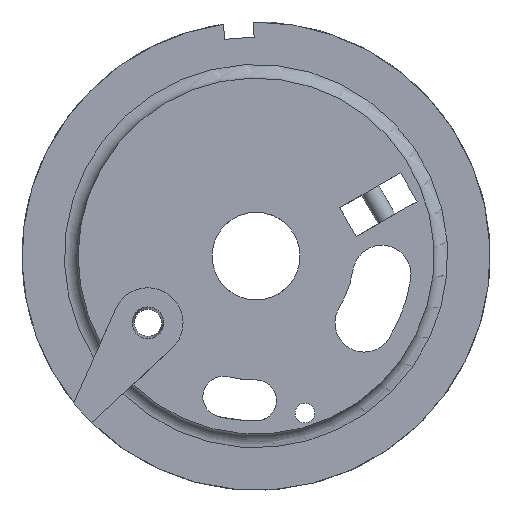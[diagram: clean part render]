
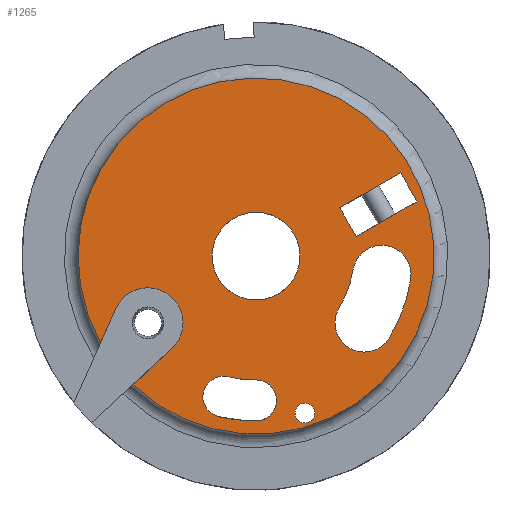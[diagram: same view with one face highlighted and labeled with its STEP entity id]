
A CAD part, front view. The second image highlights one B-rep face of the part: STEP entity #1265.
In plain terms, the highlighted planar face has unit normal (0, -1, 0).
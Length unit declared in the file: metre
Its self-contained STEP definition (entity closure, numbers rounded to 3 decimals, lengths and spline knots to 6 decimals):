
#93=LINE('',#2200,#174);
#98=LINE('',#2208,#179);
#104=LINE('',#2216,#185);
#105=LINE('',#2218,#186);
#124=LINE('',#2333,#205);
#127=LINE('',#2341,#208);
#174=VECTOR('',#1597,1.);
#179=VECTOR('',#1604,1.);
#185=VECTOR('',#1612,1.);
#186=VECTOR('',#1615,1.);
#205=VECTOR('',#1708,1.);
#208=VECTOR('',#1717,1.);
#245=PLANE('',#1401);
#553=ORIENTED_EDGE('',*,*,#845,.F.);
#554=ORIENTED_EDGE('',*,*,#843,.F.);
#555=ORIENTED_EDGE('',*,*,#841,.F.);
#556=ORIENTED_EDGE('',*,*,#849,.T.);
#557=ORIENTED_EDGE('',*,*,#756,.F.);
#558=ORIENTED_EDGE('',*,*,#850,.F.);
#559=ORIENTED_EDGE('',*,*,#833,.F.);
#560=ORIENTED_EDGE('',*,*,#831,.F.);
#561=ORIENTED_EDGE('',*,*,#829,.F.);
#562=ORIENTED_EDGE('',*,*,#815,.F.);
#563=ORIENTED_EDGE('',*,*,#691,.F.);
#564=ORIENTED_EDGE('',*,*,#687,.F.);
#565=ORIENTED_EDGE('',*,*,#684,.F.);
#566=ORIENTED_EDGE('',*,*,#851,.T.);
#567=ORIENTED_EDGE('',*,*,#799,.T.);
#568=ORIENTED_EDGE('',*,*,#787,.T.);
#569=ORIENTED_EDGE('',*,*,#792,.T.);
#570=ORIENTED_EDGE('',*,*,#798,.T.);
#684=EDGE_CURVE('',#875,#876,#992,.T.);
#687=EDGE_CURVE('',#876,#878,#993,.T.);
#691=EDGE_CURVE('',#878,#881,#994,.T.);
#756=EDGE_CURVE('',#937,#937,#1015,.T.);
#787=EDGE_CURVE('',#960,#959,#93,.T.);
#792=EDGE_CURVE('',#959,#961,#98,.T.);
#798=EDGE_CURVE('',#961,#962,#104,.T.);
#799=EDGE_CURVE('',#962,#960,#105,.T.);
#815=EDGE_CURVE('',#881,#875,#1025,.T.);
#829=EDGE_CURVE('',#972,#971,#1033,.T.);
#831=EDGE_CURVE('',#971,#973,#1034,.T.);
#833=EDGE_CURVE('',#973,#974,#1035,.T.);
#841=EDGE_CURVE('',#980,#981,#124,.T.);
#843=EDGE_CURVE('',#981,#982,#1038,.T.);
#845=EDGE_CURVE('',#982,#983,#127,.T.);
#849=EDGE_CURVE('',#980,#983,#1039,.T.);
#850=EDGE_CURVE('',#974,#972,#1040,.T.);
#851=EDGE_CURVE('',#986,#986,#1041,.T.);
#875=VERTEX_POINT('',#1867);
#876=VERTEX_POINT('',#1869);
#878=VERTEX_POINT('',#1882);
#881=VERTEX_POINT('',#1896);
#937=VERTEX_POINT('',#2101);
#959=VERTEX_POINT('',#2199);
#960=VERTEX_POINT('',#2201);
#961=VERTEX_POINT('',#2207);
#962=VERTEX_POINT('',#2215);
#971=VERTEX_POINT('',#2302);
#972=VERTEX_POINT('',#2304);
#973=VERTEX_POINT('',#2308);
#974=VERTEX_POINT('',#2312);
#980=VERTEX_POINT('',#2332);
#981=VERTEX_POINT('',#2334);
#982=VERTEX_POINT('',#2338);
#983=VERTEX_POINT('',#2342);
#986=VERTEX_POINT('',#2356);
#992=CIRCLE('',#1301,0.0169);
#993=CIRCLE('',#1303,0.0021);
#994=CIRCLE('',#1305,0.0127);
#1015=CIRCLE('',#1338,0.0045);
#1025=CIRCLE('',#1376,0.0021);
#1033=CIRCLE('',#1389,0.016027);
#1034=CIRCLE('',#1391,0.003);
#1035=CIRCLE('',#1393,0.010027);
#1038=CIRCLE('',#1399,0.0036);
#1039=CIRCLE('',#1402,0.01825);
#1040=CIRCLE('',#1403,0.003);
#1041=CIRCLE('',#1404,0.001);
#1101=EDGE_LOOP('',(#553,#554,#555,#556));
#1102=EDGE_LOOP('',(#557));
#1103=EDGE_LOOP('',(#558,#559,#560,#561));
#1104=EDGE_LOOP('',(#562,#563,#564,#565));
#1105=EDGE_LOOP('',(#566));
#1106=EDGE_LOOP('',(#567,#568,#569,#570));
#1185=FACE_BOUND('',#1101,.T.);
#1186=FACE_BOUND('',#1102,.T.);
#1187=FACE_BOUND('',#1103,.T.);
#1188=FACE_BOUND('',#1104,.T.);
#1189=FACE_BOUND('',#1105,.T.);
#1190=FACE_BOUND('',#1106,.T.);
#1265=ADVANCED_FACE('',(#1185,#1186,#1187,#1188,#1189,#1190),#245,.T.);
#1301=AXIS2_PLACEMENT_3D('',#1868,#1445,#1446);
#1303=AXIS2_PLACEMENT_3D('',#1881,#1450,#1451);
#1305=AXIS2_PLACEMENT_3D('',#1895,#1456,#1457);
#1338=AXIS2_PLACEMENT_3D('',#2100,#1538,#1539);
#1376=AXIS2_PLACEMENT_3D('',#2280,#1652,#1653);
#1389=AXIS2_PLACEMENT_3D('',#2305,#1684,#1685);
#1391=AXIS2_PLACEMENT_3D('',#2309,#1689,#1690);
#1393=AXIS2_PLACEMENT_3D('',#2313,#1694,#1695);
#1399=AXIS2_PLACEMENT_3D('',#2337,#1712,#1713);
#1401=AXIS2_PLACEMENT_3D('',#2352,#1720,#1721);
#1402=AXIS2_PLACEMENT_3D('',#2353,#1722,#1723);
#1403=AXIS2_PLACEMENT_3D('',#2354,#1724,#1725);
#1404=AXIS2_PLACEMENT_3D('',#2355,#1726,#1727);
#1445=DIRECTION('',(0.,-1.,0.));
#1446=DIRECTION('',(0.,0.,-1.));
#1450=DIRECTION('',(0.,-1.,0.));
#1451=DIRECTION('',(0.,0.,-1.));
#1456=DIRECTION('',(0.,1.,0.));
#1457=DIRECTION('',(0.,0.,-1.));
#1538=DIRECTION('',(0.,-1.,0.));
#1539=DIRECTION('',(0.,0.,-1.));
#1597=DIRECTION('',(-0.866,0.,-0.5));
#1604=DIRECTION('',(-0.5,0.,0.866));
#1612=DIRECTION('',(0.866,0.,0.5));
#1615=DIRECTION('',(0.5,0.,-0.866));
#1652=DIRECTION('',(0.,-1.,0.));
#1653=DIRECTION('',(0.,0.,-1.));
#1684=DIRECTION('',(0.,-1.,0.));
#1685=DIRECTION('',(0.,0.,-1.));
#1689=DIRECTION('',(0.,-1.,0.));
#1690=DIRECTION('',(0.,0.,-1.));
#1694=DIRECTION('',(0.,1.,0.));
#1695=DIRECTION('',(0.,0.,-1.));
#1708=DIRECTION('',(0.732,0.,0.681));
#1712=DIRECTION('',(0.,-1.,0.));
#1713=DIRECTION('',(0.,0.,-1.));
#1717=DIRECTION('',(-0.407,0.,-0.913));
#1720=DIRECTION('',(0.,-1.,0.));
#1721=DIRECTION('',(0.,0.,-1.));
#1722=DIRECTION('',(0.,-1.,0.));
#1723=DIRECTION('',(0.,0.,-1.));
#1724=DIRECTION('',(0.,-1.,0.));
#1725=DIRECTION('',(0.,0.,-1.));
#1726=DIRECTION('',(0.,1.,0.));
#1727=DIRECTION('',(0.,0.,1.));
#1867=CARTESIAN_POINT('',(-0.003832,-0.0027,-0.01646));
#1868=CARTESIAN_POINT('',(0.,-0.0027,0.));
#1869=CARTESIAN_POINT('',(0.,-0.0027,-0.0169));
#1881=CARTESIAN_POINT('',(0.,-0.0027,-0.0148));
#1882=CARTESIAN_POINT('',(0.,-0.0027,-0.0127));
#1895=CARTESIAN_POINT('',(0.,-0.0027,0.));
#1896=CARTESIAN_POINT('',(-0.00288,-0.0027,-0.012369));
#2100=CARTESIAN_POINT('',(0.,-0.0027,0.));
#2101=CARTESIAN_POINT('',(0.,-0.0027,-0.0045));
#2199=CARTESIAN_POINT('',(0.010274,-0.0027,0.002006));
#2200=CARTESIAN_POINT('',(0.012525,-0.0027,0.003306));
#2201=CARTESIAN_POINT('',(0.016509,-0.0027,0.005606));
#2207=CARTESIAN_POINT('',(0.008574,-0.0027,0.00495));
#2208=CARTESIAN_POINT('',(0.008574,-0.0027,0.00495));
#2215=CARTESIAN_POINT('',(0.014809,-0.0027,0.00855));
#2216=CARTESIAN_POINT('',(0.010825,-0.0027,0.00625));
#2218=CARTESIAN_POINT('',(0.014809,-0.0027,0.00855));
#2280=CARTESIAN_POINT('',(-0.003356,-0.0027,-0.014414));
#2302=CARTESIAN_POINT('',(0.015857,-0.0027,-0.002331));
#2304=CARTESIAN_POINT('',(0.013638,-0.0027,-0.008419));
#2305=CARTESIAN_POINT('',(0.,-0.0027,0.));
#2308=CARTESIAN_POINT('',(0.009921,-0.0027,-0.001458));
#2309=CARTESIAN_POINT('',(0.012889,-0.0027,-0.001895));
#2312=CARTESIAN_POINT('',(0.008532,-0.0027,-0.005267));
#2313=CARTESIAN_POINT('',(0.,-0.0027,0.));
#2332=CARTESIAN_POINT('',(-0.012619,-0.0027,-0.013184));
#2333=CARTESIAN_POINT('',(-0.014273,-0.0027,-0.014722));
#2334=CARTESIAN_POINT('',(-0.008634,-0.0027,-0.00948));
#2337=CARTESIAN_POINT('',(-0.011085,-0.0027,-0.006843));
#2338=CARTESIAN_POINT('',(-0.014373,-0.0027,-0.005377));
#2341=CARTESIAN_POINT('',(-0.014373,-0.0027,-0.005377));
#2342=CARTESIAN_POINT('',(-0.015939,-0.0027,-0.008888));
#2352=CARTESIAN_POINT('',(0.,-0.0027,0.));
#2353=CARTESIAN_POINT('',(0.,-0.0027,0.));
#2354=CARTESIAN_POINT('',(0.011085,-0.0027,-0.006843));
#2355=CARTESIAN_POINT('',(0.005,-0.0027,-0.0161));
#2356=CARTESIAN_POINT('',(0.005,-0.0027,-0.0151));
